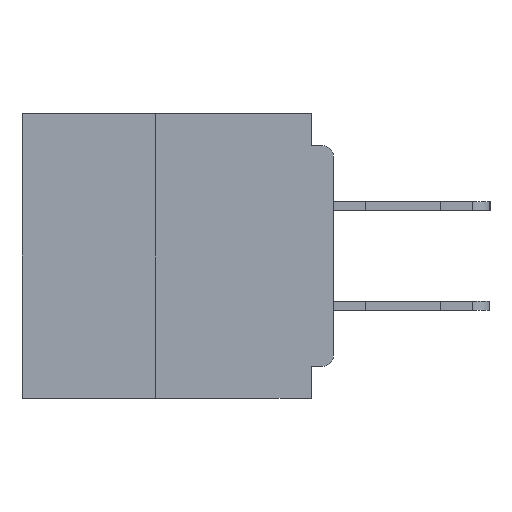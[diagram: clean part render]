
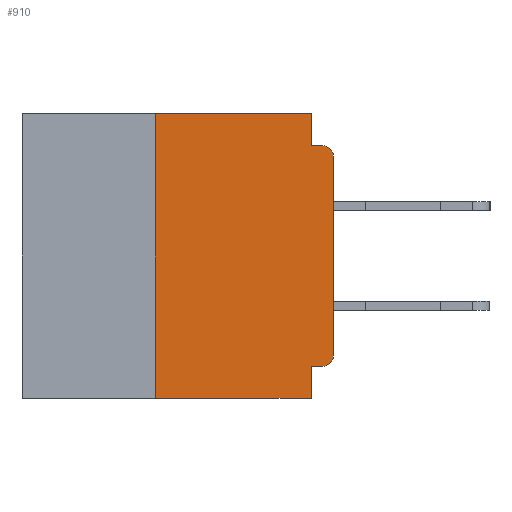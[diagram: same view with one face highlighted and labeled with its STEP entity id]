
A CAD part, left-side view. The second image highlights one B-rep face of the part: STEP entity #910.
In plain terms, the highlighted planar face has unit normal (-1, 0, 0).
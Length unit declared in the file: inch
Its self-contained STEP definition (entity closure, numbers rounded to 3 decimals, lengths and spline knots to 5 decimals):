
#910 = ADVANCED_FACE ( 'NONE', ( #31733 ), #9410, .F. ) ;
#1140 = DIRECTION ( 'NONE',  ( 0., -1., 0. ) ) ;
#1831 = ORIENTED_EDGE ( 'NONE', *, *, #18631, .F. ) ;
#2563 = DIRECTION ( 'NONE',  ( 0., 0., -1. ) ) ;
#2629 = CARTESIAN_POINT ( 'NONE',  ( 0., 0.437, 0. ) ) ;
#3362 = DIRECTION ( 'NONE',  ( 0., -1., 0. ) ) ;
#3587 = VERTEX_POINT ( 'NONE', #39614 ) ;
#4444 = EDGE_LOOP ( 'NONE', ( #33491, #24211, #29745, #16162, #31897, #15211, #17026, #9677, #1831, #6859 ) ) ;
#5042 = CARTESIAN_POINT ( 'NONE',  ( 0., 0., -0.045 ) ) ;
#5374 = CARTESIAN_POINT ( 'NONE',  ( 0., 0.25, 0. ) ) ;
#5538 = AXIS2_PLACEMENT_3D ( 'NONE', #12319, #35696, #15685 ) ;
#5867 = LINE ( 'NONE', #28856, #31523 ) ;
#6458 = LINE ( 'NONE', #11991, #23163 ) ;
#6723 = VERTEX_POINT ( 'NONE', #42993 ) ;
#6859 = ORIENTED_EDGE ( 'NONE', *, *, #29697, .T. ) ;
#7202 = DIRECTION ( 'NONE',  ( 0., 0., -1. ) ) ;
#7302 = DIRECTION ( 'NONE',  ( 1., 0., 0. ) ) ;
#7610 = LINE ( 'NONE', #25189, #41076 ) ;
#8588 = VECTOR ( 'NONE', #11846, 39.37008 ) ;
#9047 = CIRCLE ( 'NONE', #18508, 0.015 ) ;
#9410 = PLANE ( 'NONE',  #9832 ) ;
#9650 = LINE ( 'NONE', #5042, #8588 ) ;
#9677 = ORIENTED_EDGE ( 'NONE', *, *, #14259, .F. ) ;
#9832 = AXIS2_PLACEMENT_3D ( 'NONE', #2629, #7302, #7202 ) ;
#10313 = DIRECTION ( 'NONE',  ( 0., 0., 1. ) ) ;
#10392 = EDGE_CURVE ( 'NONE', #13175, #3587, #22203, .T. ) ;
#11185 = DIRECTION ( 'NONE',  ( 0., 0., -1. ) ) ;
#11846 = DIRECTION ( 'NONE',  ( 0., -1., 0. ) ) ;
#11991 = CARTESIAN_POINT ( 'NONE',  ( 0., 0.031, 0. ) ) ;
#12154 = CARTESIAN_POINT ( 'NONE',  ( 0., 0.031, -0.355 ) ) ;
#12319 = CARTESIAN_POINT ( 'NONE',  ( 0., 0.015, -0.34 ) ) ;
#12852 = VECTOR ( 'NONE', #10313, 39.37008 ) ;
#13147 = EDGE_CURVE ( 'NONE', #3587, #6723, #6458, .T. ) ;
#13175 = VERTEX_POINT ( 'NONE', #5374 ) ;
#13343 = VECTOR ( 'NONE', #3362, 39.37008 ) ;
#13803 = EDGE_CURVE ( 'NONE', #20886, #13175, #5867, .T. ) ;
#14259 = EDGE_CURVE ( 'NONE', #20935, #37897, #32514, .T. ) ;
#14777 = VECTOR ( 'NONE', #11185, 39.37008 ) ;
#15211 = ORIENTED_EDGE ( 'NONE', *, *, #13803, .F. ) ;
#15321 = DIRECTION ( 'NONE',  ( 0., 1., 0. ) ) ;
#15685 = DIRECTION ( 'NONE',  ( 0., 0., -1. ) ) ;
#16162 = ORIENTED_EDGE ( 'NONE', *, *, #13147, .F. ) ;
#16687 = EDGE_CURVE ( 'NONE', #20886, #37897, #24503, .T. ) ;
#17026 = ORIENTED_EDGE ( 'NONE', *, *, #16687, .T. ) ;
#18336 = CIRCLE ( 'NONE', #5538, 0.015 ) ;
#18508 = AXIS2_PLACEMENT_3D ( 'NONE', #42676, #22623, #2563 ) ;
#18631 = EDGE_CURVE ( 'NONE', #32572, #20935, #7610, .T. ) ;
#20886 = VERTEX_POINT ( 'NONE', #28489 ) ;
#20935 = VERTEX_POINT ( 'NONE', #12154 ) ;
#21729 = LINE ( 'NONE', #33497, #12852 ) ;
#22203 = LINE ( 'NONE', #40111, #13343 ) ;
#22623 = DIRECTION ( 'NONE',  ( -1., 0., 0. ) ) ;
#23163 = VECTOR ( 'NONE', #38713, 39.37008 ) ;
#23823 = CARTESIAN_POINT ( 'NONE',  ( 0., 0., -0.34 ) ) ;
#24211 = ORIENTED_EDGE ( 'NONE', *, *, #42513, .T. ) ;
#24350 = VERTEX_POINT ( 'NONE', #28473 ) ;
#24431 = CARTESIAN_POINT ( 'NONE',  ( 0., 0.031, -0.4 ) ) ;
#24503 = LINE ( 'NONE', #41284, #32368 ) ;
#25189 = CARTESIAN_POINT ( 'NONE',  ( 0., 0., -0.355 ) ) ;
#28473 = CARTESIAN_POINT ( 'NONE',  ( 0., 0., -0.06 ) ) ;
#28489 = CARTESIAN_POINT ( 'NONE',  ( 0., 0.25, -0.4 ) ) ;
#28856 = CARTESIAN_POINT ( 'NONE',  ( 0., 0.25, -0.4 ) ) ;
#29697 = EDGE_CURVE ( 'NONE', #32572, #32137, #18336, .T. ) ;
#29737 = CARTESIAN_POINT ( 'NONE',  ( 0., 0.031, -0.4 ) ) ;
#29745 = ORIENTED_EDGE ( 'NONE', *, *, #33025, .F. ) ;
#31523 = VECTOR ( 'NONE', #32224, 39.37008 ) ;
#31733 = FACE_OUTER_BOUND ( 'NONE', #4444, .T. ) ;
#31897 = ORIENTED_EDGE ( 'NONE', *, *, #10392, .F. ) ;
#32137 = VERTEX_POINT ( 'NONE', #23823 ) ;
#32224 = DIRECTION ( 'NONE',  ( 0., 0., 1. ) ) ;
#32368 = VECTOR ( 'NONE', #1140, 39.37008 ) ;
#32514 = LINE ( 'NONE', #24431, #14777 ) ;
#32572 = VERTEX_POINT ( 'NONE', #39308 ) ;
#33025 = EDGE_CURVE ( 'NONE', #6723, #39892, #9650, .T. ) ;
#33491 = ORIENTED_EDGE ( 'NONE', *, *, #38629, .T. ) ;
#33497 = CARTESIAN_POINT ( 'NONE',  ( 0., 0., 0. ) ) ;
#35696 = DIRECTION ( 'NONE',  ( -1., 0., 0. ) ) ;
#37897 = VERTEX_POINT ( 'NONE', #29737 ) ;
#38629 = EDGE_CURVE ( 'NONE', #32137, #24350, #21729, .T. ) ;
#38713 = DIRECTION ( 'NONE',  ( 0., 0., -1. ) ) ;
#39308 = CARTESIAN_POINT ( 'NONE',  ( 0., 0.015, -0.355 ) ) ;
#39614 = CARTESIAN_POINT ( 'NONE',  ( 0., 0.031, 0. ) ) ;
#39892 = VERTEX_POINT ( 'NONE', #43120 ) ;
#40111 = CARTESIAN_POINT ( 'NONE',  ( 0., 0.437, 0. ) ) ;
#41076 = VECTOR ( 'NONE', #15321, 39.37008 ) ;
#41284 = CARTESIAN_POINT ( 'NONE',  ( 0., 0.437, -0.4 ) ) ;
#42513 = EDGE_CURVE ( 'NONE', #24350, #39892, #9047, .T. ) ;
#42676 = CARTESIAN_POINT ( 'NONE',  ( 0., 0.015, -0.06 ) ) ;
#42993 = CARTESIAN_POINT ( 'NONE',  ( 0., 0.031, -0.045 ) ) ;
#43120 = CARTESIAN_POINT ( 'NONE',  ( 0., 0.015, -0.045 ) ) ;
